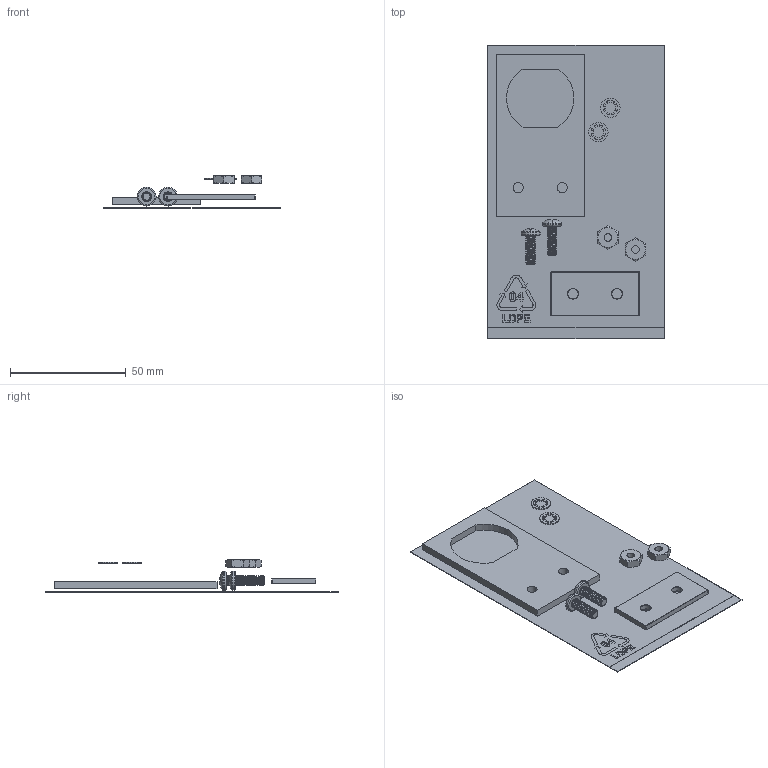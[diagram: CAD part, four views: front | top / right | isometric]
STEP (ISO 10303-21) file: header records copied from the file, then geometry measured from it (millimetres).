
FILE_DESCRIPTION (( 'STEP AP214' ), '1' );
FILE_NAME ('GSA-KIT-D.STEP', '2019-07-30T18:53:14', ( '' ), ( '' ), 'SwSTEP 2.0', 'SolidWorks 2019', '' );
FILE_SCHEMA (( 'AUTOMOTIVE_DESIGN' ));
Length unit declared in the file: inch
Products named in the file (10): 1172-0001; 5420-0126; GSA-KIT-D; 7050-0014; Recycle Logo2_04; 1173-0002; GSA-KIT-D-C^GSA-KIT-D; 5410-035; 7050-0014^7050-0014; 1171-0211-08
Assembly tree (11 placements, depth 3):
  GSA-KIT-D
    7050-0014
      7050-0014^7050-0014
      Recycle Logo2_04
    5420-0126
    5410-035
    1173-0002  x2
    1172-0001  x2
    1171-0211-08  x2
  GSA-KIT-D-C^GSA-KIT-D
Bounding box: 76.2 x 127 x 14.09 mm (x, y, z)
Volume: 11354.7 mm3; surface area: 27948.7 mm2
Topology: 18 solids, 18 shells, 614 faces, 1688 edges, 1104 vertices
Faces by surface type: cylinder 295, plane 221, bspline 36, cone 34, torus 16, sphere 12
Entity records: 16726 total; most frequent: CARTESIAN_POINT 6625, ORIENTED_EDGE 2152, DIRECTION 1834, EDGE_CURVE 1076, VERTEX_POINT 704, AXIS2_PLACEMENT_3D 626, VECTOR 582, LINE 582
